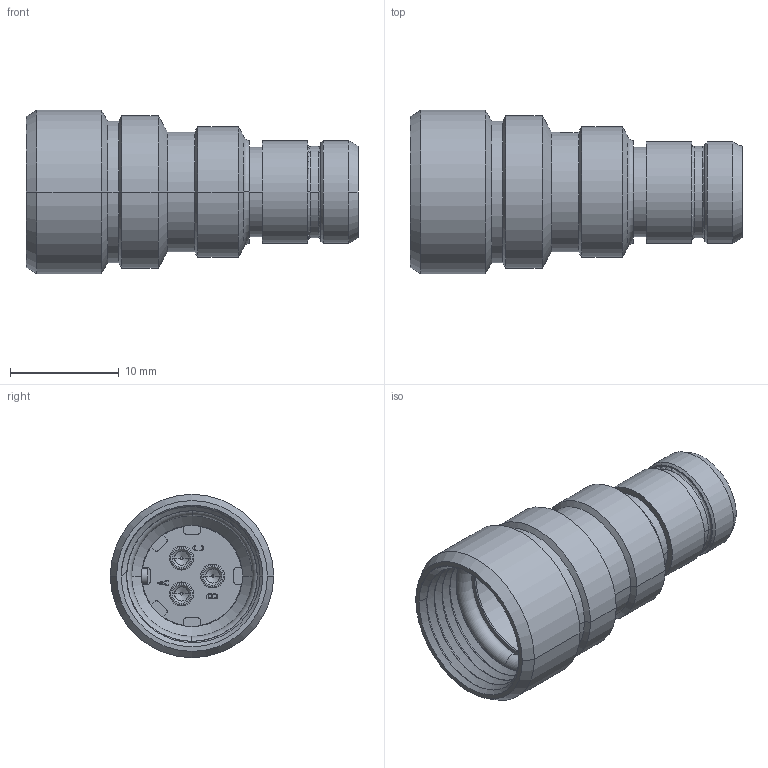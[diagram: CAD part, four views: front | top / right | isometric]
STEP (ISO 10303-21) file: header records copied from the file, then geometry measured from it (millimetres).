
FILE_DESCRIPTION((''),'2;1');
FILE_NAME('1332P003FZ','2024-07-24T14:32:24',('paultorloting'),('NET AG system integration'),'CREO PARAMETRIC BY PTC INC, 2021404','CREO PARAMETRIC BY PTC INC, 2021404','');
FILE_SCHEMA(('AUTOMOTIVE_DESIGN { 1 0 10303 214 1 1 1 1 }'));
Length unit declared in the file: millimetre
Products named in the file (1): 1332P003FZ
Bounding box: 30.5 x 15 x 15 mm (x, y, z)
Volume: 1988 mm3; surface area: 3284 mm2
Topology: 1 solids, 4 shells, 518 faces, 1343 edges, 863 vertices
Faces by surface type: plane 305, cylinder 119, cone 51, torus 39, bspline 4
Entity records: 21439 total; most frequent: CARTESIAN_POINT 4727, ORIENTED_EDGE 2686, DIRECTION 2673, EDGE_CURVE 1343, VECTOR 894, LINE 894, AXIS2_PLACEMENT_3D 888, VERTEX_POINT 863
